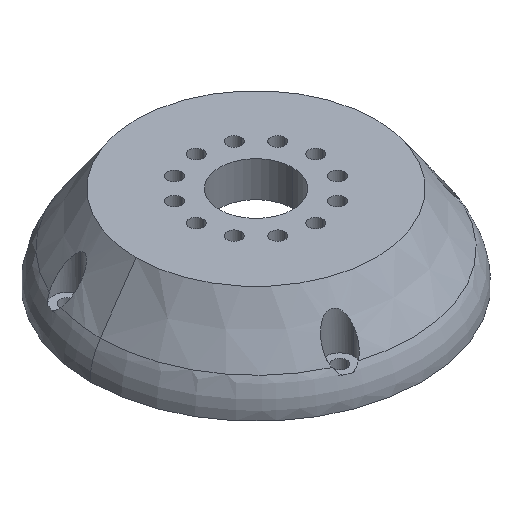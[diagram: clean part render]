
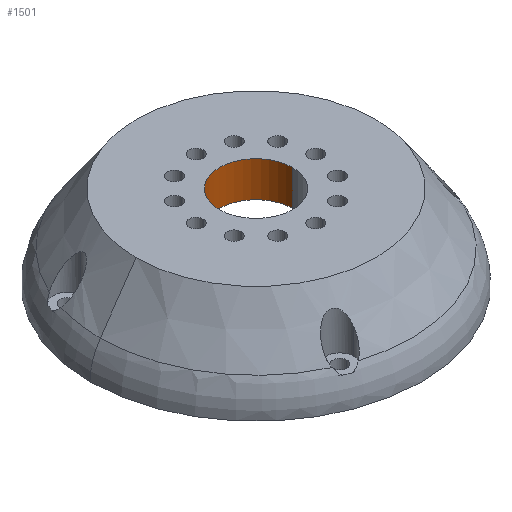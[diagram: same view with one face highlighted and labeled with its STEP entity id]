
A CAD part, isometric view. The second image highlights one B-rep face of the part: STEP entity #1501.
In plain terms, the highlighted cylindrical face has radius 8.25 mm (diameter 16.5 mm), a partial arc.
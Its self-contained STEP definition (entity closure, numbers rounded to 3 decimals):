
#27 = AXIS2_PLACEMENT_3D ( 'NONE', #1186, #2066, #156 ) ;
#57 = ORIENTED_EDGE ( 'NONE', *, *, #1765, .T. ) ;
#129 = EDGE_LOOP ( 'NONE', ( #1614, #57, #1897, #1337 ) ) ;
#156 = DIRECTION ( 'NONE',  ( -1., 0., 0. ) ) ;
#207 = EDGE_CURVE ( 'NONE', #1783, #410, #641, .T. ) ;
#246 = DIRECTION ( 'NONE',  ( 0., 0., 1. ) ) ;
#410 = VERTEX_POINT ( 'NONE', #872 ) ;
#416 = DIRECTION ( 'NONE',  ( 1., 0., 0. ) ) ;
#566 = VERTEX_POINT ( 'NONE', #1322 ) ;
#641 = LINE ( 'NONE', #1781, #1953 ) ;
#721 = CIRCLE ( 'NONE', #940, 8.25 ) ;
#761 = CIRCLE ( 'NONE', #27, 8.25 ) ;
#838 = VECTOR ( 'NONE', #1198, 1000. ) ;
#872 = CARTESIAN_POINT ( 'NONE',  ( 8.25, 0., 0. ) ) ;
#885 = CARTESIAN_POINT ( 'NONE',  ( 8.25, 0., -8. ) ) ;
#895 = DIRECTION ( 'NONE',  ( 0., 0., 1. ) ) ;
#905 = AXIS2_PLACEMENT_3D ( 'NONE', #1291, #922, #416 ) ;
#922 = DIRECTION ( 'NONE',  ( 0., 0., 1. ) ) ;
#940 = AXIS2_PLACEMENT_3D ( 'NONE', #1450, #246, #1978 ) ;
#1012 = EDGE_CURVE ( 'NONE', #410, #566, #721, .T. ) ;
#1186 = CARTESIAN_POINT ( 'NONE',  ( 0., 0., -8. ) ) ;
#1198 = DIRECTION ( 'NONE',  ( 0., 0., 1. ) ) ;
#1211 = CARTESIAN_POINT ( 'NONE',  ( -8.25, 0., -9. ) ) ;
#1221 = VERTEX_POINT ( 'NONE', #1567 ) ;
#1268 = FACE_OUTER_BOUND ( 'NONE', #129, .T. ) ;
#1291 = CARTESIAN_POINT ( 'NONE',  ( 0., 0., -9. ) ) ;
#1322 = CARTESIAN_POINT ( 'NONE',  ( -8.25, 0., 0. ) ) ;
#1337 = ORIENTED_EDGE ( 'NONE', *, *, #1012, .T. ) ;
#1400 = LINE ( 'NONE', #1211, #838 ) ;
#1450 = CARTESIAN_POINT ( 'NONE',  ( 0., 0., 0. ) ) ;
#1501 = ADVANCED_FACE ( 'NONE', ( #1268 ), #1966, .F. ) ;
#1567 = CARTESIAN_POINT ( 'NONE',  ( -8.25, 0., -8. ) ) ;
#1614 = ORIENTED_EDGE ( 'NONE', *, *, #1681, .F. ) ;
#1681 = EDGE_CURVE ( 'NONE', #1221, #566, #1400, .T. ) ;
#1765 = EDGE_CURVE ( 'NONE', #1221, #1783, #761, .T. ) ;
#1781 = CARTESIAN_POINT ( 'NONE',  ( 8.25, 0., -9. ) ) ;
#1783 = VERTEX_POINT ( 'NONE', #885 ) ;
#1897 = ORIENTED_EDGE ( 'NONE', *, *, #207, .T. ) ;
#1953 = VECTOR ( 'NONE', #895, 1000. ) ;
#1966 = CYLINDRICAL_SURFACE ( 'NONE', #905, 8.25 ) ;
#1978 = DIRECTION ( 'NONE',  ( 1., 0., 0. ) ) ;
#2066 = DIRECTION ( 'NONE',  ( 0., 0., -1. ) ) ;
